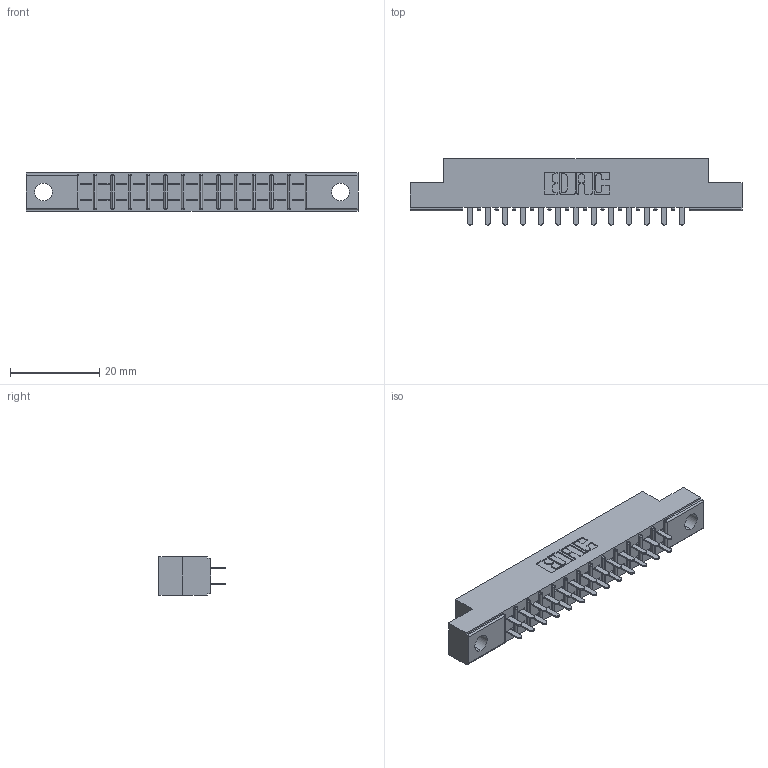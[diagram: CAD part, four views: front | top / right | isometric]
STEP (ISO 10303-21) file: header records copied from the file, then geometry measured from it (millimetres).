
FILE_DESCRIPTION (( 'STEP AP203' ), '1' );
FILE_NAME ('355-026-521-504.STEP', '2019-09-11T05:37:47', ( '' ), ( '' ), 'SwSTEP 2.0', 'SolidWorks 2016', '' );
FILE_SCHEMA (( 'CONFIG_CONTROL_DESIGN' ));
Length unit declared in the file: inch
Products named in the file (3): 305 Part_.156 Dia; 355-026-521-504; 305-290-001_521
Assembly tree (27 placements, depth 2):
  355-026-521-504
    305 Part_.156 Dia
    305-290-001_521  x26
Bounding box: 74.52 x 14.86 x 8.71 mm (x, y, z)
Volume: 4371.3 mm3; surface area: 7936.9 mm2
Topology: 27 solids, 27 shells, 1326 faces, 3771 edges, 2442 vertices
Faces by surface type: plane 784, cylinder 490, sphere 52
Entity records: 17904 total; most frequent: CARTESIAN_POINT 2967, ORIENTED_EDGE 2938, DIRECTION 2885, EDGE_CURVE 1469, LINE 1165, VECTOR 1165, VERTEX_POINT 942, AXIS2_PLACEMENT_3D 860
